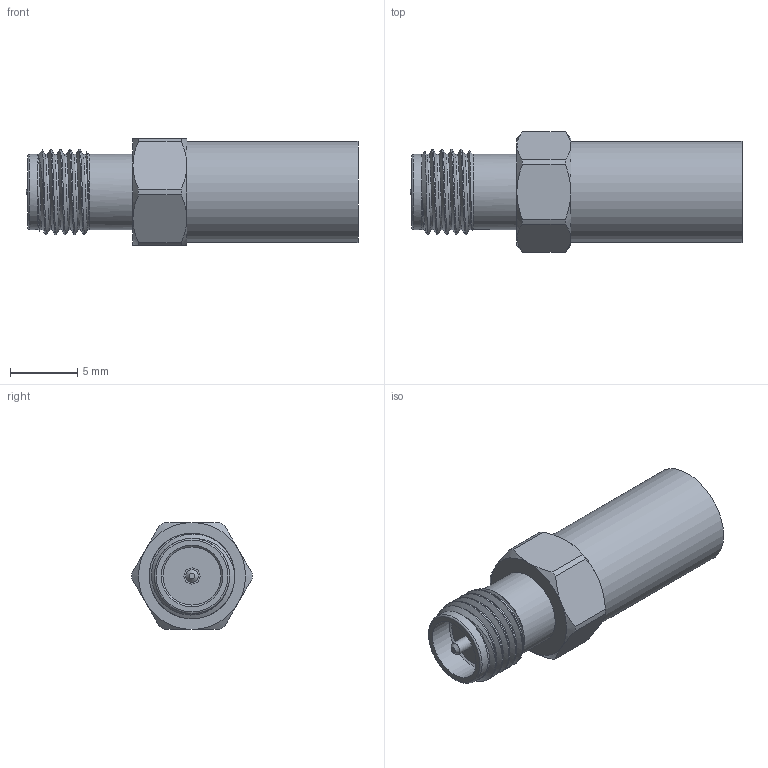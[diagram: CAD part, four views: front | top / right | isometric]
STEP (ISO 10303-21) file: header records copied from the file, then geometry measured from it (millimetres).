
FILE_DESCRIPTION (( 'STEP AP203' ), '1' );
FILE_NAME ('PE44665 ¦ FMCO1052.step', '2020-04-08T21:39:23', ( '' ), ( '' ), 'SwSTEP 2.0', 'SolidWorks 2018', '' );
FILE_SCHEMA (( 'CONFIG_CONTROL_DESIGN' ));
Length unit declared in the file: inch
Products named in the file (1): PE44665 ｦ FMCO1052
Bounding box: 24.64 x 8.92 x 7.94 mm (x, y, z)
Volume: 598.3 mm3; surface area: 1244.9 mm2
Topology: 2 solids, 2 shells, 61 faces, 122 edges, 75 vertices
Faces by surface type: plane 20, cylinder 20, cone 17, bspline 3, torus 1
Full cylindrical faces by diameter (mm): 0.94 x1, 1.194 x1, 4.2 x1, 4.572 x1, 5.249 x2, 5.276 x1, 5.582 x2, 5.6 x2, 6.6 x1, 7.5 x1
Entity records: 2735 total; most frequent: CARTESIAN_POINT 1507, DIRECTION 238, ORIENTED_EDGE 206, AXIS2_PLACEMENT_3D 113, EDGE_CURVE 103, EDGE_LOOP 90, FACE_OUTER_BOUND 75, VERTEX_POINT 73
